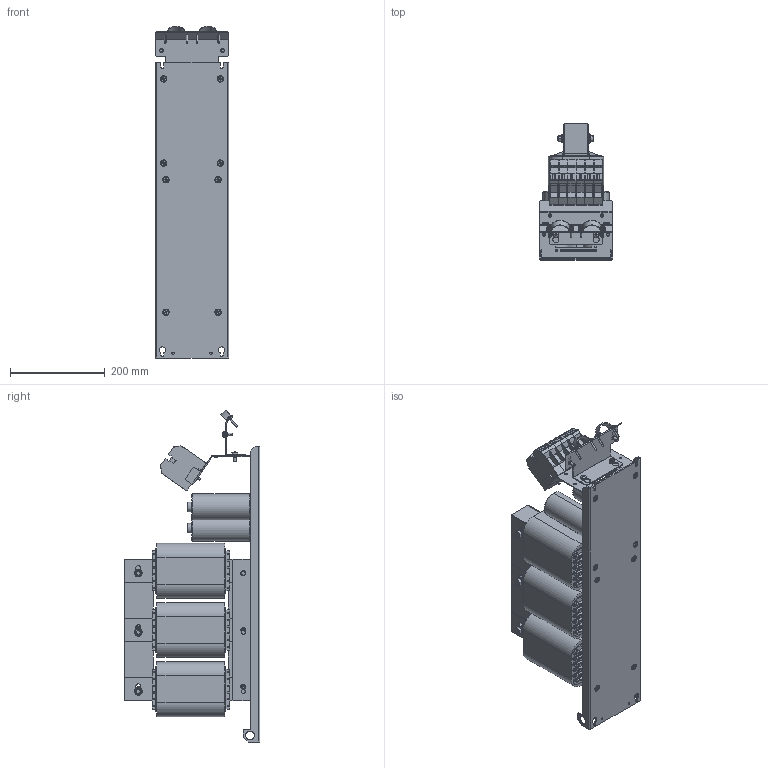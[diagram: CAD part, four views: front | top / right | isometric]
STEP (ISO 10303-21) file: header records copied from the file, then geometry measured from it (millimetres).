
FILE_DESCRIPTION (( 'STEP AP214' ), '1' );
FILE_NAME ('B 1002051.STEP', '2014-04-24T10:43:13', ( '' ), ( '' ), 'SwSTEP 2.0', 'SolidWorks 2012', '' );
FILE_SCHEMA (( 'AUTOMOTIVE_DESIGN' ));
Length unit declared in the file: millimetre
Products named in the file (25): UI150-52oD; Kern f黵 B 1002051; Wickel 3UI 150_52; +1095-0157; WDU 50N beige +2210-0081; Countersunk Flat Head Cross Recess Screw_DIN_ISO 7046-1 - M6 x 10 - Z --- 10S; Slotted Cheese Head Screw_DIN_ISO 1207 - M8 x 70 --- 38N; pan head cross collar screw_din_DIN 967 - M4 x 25 - Z --- 23.6N; Plain Washer Grade A_DIN_Washer DIN 125 - A 8.4; plain washer grade a_din_Washer DIN 125 - B 10.5; plain washer grade a_din_Washer DIN 125 - B 5.3; pan head cross recess screw_din_ISO 7045 - M5 x 10 - Z --- 10N; pan head cross recess screw_din_ISO 7045 - M6 x 16 - Z --- 16N; plain washer grade a_din_Washer DIN 125 - A 6.4; hex nut style 1 gradeab_din_Hexagon Nut ISO 4032 - M8 - D - N; +1126-0005; +3810-0127; #060-0435_100604_Version WDU; #050-0973_100604_Version WDU; #040-1290_Gewindet》e M6; #040-1291_Gewindet》e M6 und M8; #050-0918; TS35x110; #144-0207; B 1002051
Assembly tree (87 placements, depth 2):
  B 1002051
    #144-0207  x6
    TS35x110
    #050-0918
    #040-1291_Gewindet》e M6 und M8
    #040-1290_Gewindet》e M6
    #050-0973_100604_Version WDU
    #060-0435_100604_Version WDU
    +3810-0127  x3
    +1126-0005  x9
    hex nut style 1 gradeab_din_Hexagon Nut ISO 4032 - M8 - D - N  x3
    plain washer grade a_din_Washer DIN 125 - A 6.4  x4
    pan head cross recess screw_din_ISO 7045 - M6 x 16 - Z --- 16N  x4
    pan head cross recess screw_din_ISO 7045 - M5 x 10 - Z --- 10N  x2
    plain washer grade a_din_Washer DIN 125 - B 5.3  x2
    plain washer grade a_din_Washer DIN 125 - B 10.5  x6
    Plain Washer Grade A_DIN_Washer DIN 125 - A 8.4  x9
    pan head cross collar screw_din_DIN 967 - M4 x 25 - Z --- 23.6N  x4
    Slotted Cheese Head Screw_DIN_ISO 1207 - M8 x 70 --- 38N  x6
    Countersunk Flat Head Cross Recess Screw_DIN_ISO 7046-1 - M6 x 10 - Z --- 10S  x8
    WDU 50N beige +2210-0081  x6
    +1095-0157  x2
    Wickel 3UI 150_52  x3
    Kern f黵 B 1002051
    UI150-52oD  x3
Bounding box: 155 x 287 x 701.8 mm (x, y, z)
Volume: 9587150 mm3; surface area: 1791968.5 mm2
Topology: 89 solids, 89 shells, 4418 faces, 11512 edges, 7340 vertices
Faces by surface type: plane 2800, cylinder 1080, cone 422, torus 96, sphere 20
Entity records: 45941 total; most frequent: CARTESIAN_POINT 8012, DIRECTION 7838, ORIENTED_EDGE 7436, EDGE_CURVE 3718, AXIS2_PLACEMENT_3D 2655, LINE 2528, VECTOR 2528, VERTEX_POINT 2353
